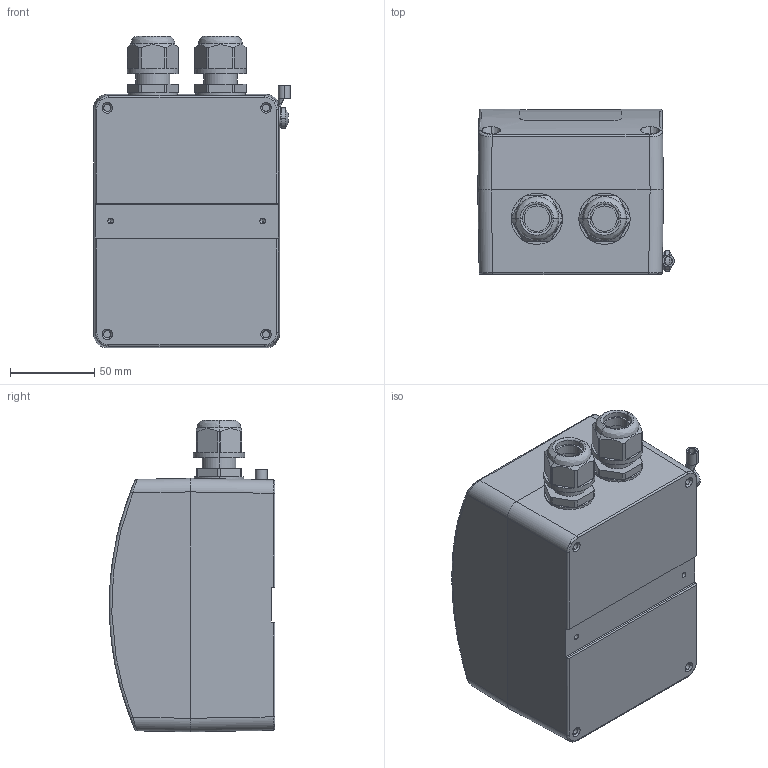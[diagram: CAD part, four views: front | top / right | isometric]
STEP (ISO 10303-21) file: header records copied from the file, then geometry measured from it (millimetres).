
FILE_DESCRIPTION (( 'STEP AP214' ), '1' );
FILE_NAME ('CRMJ8-POE-C6A for 3D Marketing 20220117.STEP', '2022-01-17T22:00:56', ( '' ), ( '' ), 'SwSTEP 2.0', 'SolidWorks 2021', '' );
FILE_SCHEMA (( 'AUTOMOTIVE_DESIGN' ));
Length unit declared in the file: millimetre
Products named in the file (1): CRMJ8-POE-C6A for 3D Marketing 20220117
Bounding box: 116.32 x 98 x 184.45 mm (x, y, z)
Volume: 1510453.7 mm3; surface area: 98593.1 mm2
Topology: 1 solids, 8 shells, 505 faces, 1259 edges, 804 vertices
Faces by surface type: plane 236, cylinder 170, cone 54, bspline 45
Entity records: 22797 total; most frequent: CARTESIAN_POINT 5505, ORIENTED_EDGE 2506, DIRECTION 2394, EDGE_CURVE 1253, AXIS2_PLACEMENT_3D 934, VERTEX_POINT 804, EDGE_LOOP 559, LINE 526
